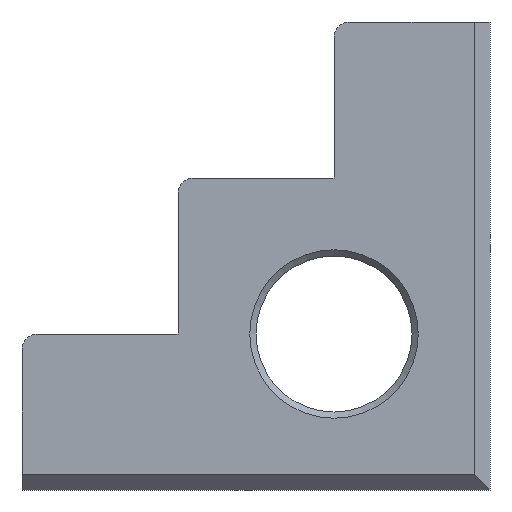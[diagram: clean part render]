
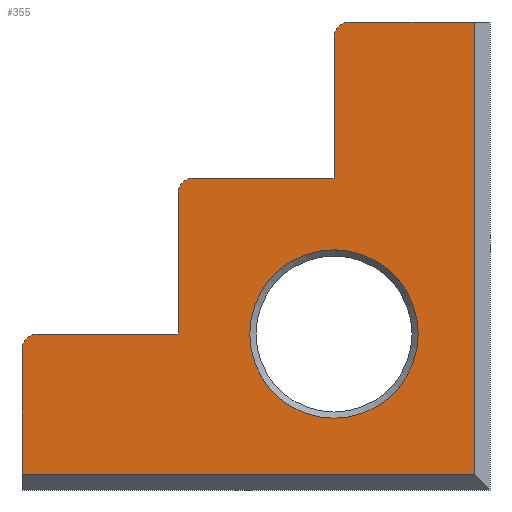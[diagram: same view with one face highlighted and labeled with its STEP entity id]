
A CAD part, front view. The second image highlights one B-rep face of the part: STEP entity #355.
In plain terms, the highlighted planar face has unit normal (0, -1, 0).
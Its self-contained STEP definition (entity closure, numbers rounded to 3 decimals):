
#16=FACE_BOUND('',#61,.T.);
#18=PLANE('',#396);
#39=FACE_OUTER_BOUND('',#60,.T.);
#60=EDGE_LOOP('',(#273,#274,#275,#276,#277,#278,#279,#280,#281,#282,#283));
#61=EDGE_LOOP('',(#284));
#88=LINE('',#558,#128);
#89=LINE('',#560,#129);
#90=LINE('',#562,#130);
#91=LINE('',#566,#131);
#92=LINE('',#568,#132);
#93=LINE('',#572,#133);
#94=LINE('',#574,#134);
#95=LINE('',#577,#135);
#128=VECTOR('',#452,10.);
#129=VECTOR('',#453,10.);
#130=VECTOR('',#454,10.);
#131=VECTOR('',#457,10.);
#132=VECTOR('',#458,10.);
#133=VECTOR('',#461,10.);
#134=VECTOR('',#462,10.);
#135=VECTOR('',#465,10.);
#163=CIRCLE('',#395,27.);
#164=CIRCLE('',#397,5.);
#165=CIRCLE('',#398,5.);
#166=CIRCLE('',#399,5.);
#181=VERTEX_POINT('',#552);
#182=VERTEX_POINT('',#556);
#183=VERTEX_POINT('',#557);
#184=VERTEX_POINT('',#559);
#185=VERTEX_POINT('',#561);
#186=VERTEX_POINT('',#563);
#187=VERTEX_POINT('',#565);
#188=VERTEX_POINT('',#567);
#189=VERTEX_POINT('',#569);
#190=VERTEX_POINT('',#571);
#191=VERTEX_POINT('',#573);
#192=VERTEX_POINT('',#575);
#216=EDGE_CURVE('',#181,#181,#163,.T.);
#217=EDGE_CURVE('',#182,#183,#88,.T.);
#218=EDGE_CURVE('',#184,#182,#89,.T.);
#219=EDGE_CURVE('',#184,#185,#90,.T.);
#220=EDGE_CURVE('',#186,#185,#164,.T.);
#221=EDGE_CURVE('',#186,#187,#91,.T.);
#222=EDGE_CURVE('',#187,#188,#92,.T.);
#223=EDGE_CURVE('',#189,#188,#165,.T.);
#224=EDGE_CURVE('',#189,#190,#93,.T.);
#225=EDGE_CURVE('',#190,#191,#94,.T.);
#226=EDGE_CURVE('',#192,#191,#166,.T.);
#227=EDGE_CURVE('',#192,#183,#95,.T.);
#273=ORIENTED_EDGE('',*,*,#217,.F.);
#274=ORIENTED_EDGE('',*,*,#218,.F.);
#275=ORIENTED_EDGE('',*,*,#219,.T.);
#276=ORIENTED_EDGE('',*,*,#220,.F.);
#277=ORIENTED_EDGE('',*,*,#221,.T.);
#278=ORIENTED_EDGE('',*,*,#222,.T.);
#279=ORIENTED_EDGE('',*,*,#223,.F.);
#280=ORIENTED_EDGE('',*,*,#224,.T.);
#281=ORIENTED_EDGE('',*,*,#225,.T.);
#282=ORIENTED_EDGE('',*,*,#226,.F.);
#283=ORIENTED_EDGE('',*,*,#227,.T.);
#284=ORIENTED_EDGE('',*,*,#216,.F.);
#355=ADVANCED_FACE('',(#39,#16),#18,.F.);
#395=AXIS2_PLACEMENT_3D('',#554,#448,#449);
#396=AXIS2_PLACEMENT_3D('',#555,#450,#451);
#397=AXIS2_PLACEMENT_3D('',#564,#455,#456);
#398=AXIS2_PLACEMENT_3D('',#570,#459,#460);
#399=AXIS2_PLACEMENT_3D('',#576,#463,#464);
#448=DIRECTION('center_axis',(0.,-1.,0.));
#449=DIRECTION('ref_axis',(1.,0.,0.));
#450=DIRECTION('center_axis',(0.,1.,0.));
#451=DIRECTION('ref_axis',(1.,0.,0.));
#452=DIRECTION('',(-1.,0.,0.));
#453=DIRECTION('',(0.,0.,-1.));
#454=DIRECTION('',(-1.,0.,0.));
#455=DIRECTION('center_axis',(0.,1.,0.));
#456=DIRECTION('ref_axis',(-0.707,0.,0.707));
#457=DIRECTION('',(0.,0.,-1.));
#458=DIRECTION('',(-1.,0.,0.));
#459=DIRECTION('center_axis',(0.,1.,0.));
#460=DIRECTION('ref_axis',(-0.707,0.,0.707));
#461=DIRECTION('',(0.,0.,-1.));
#462=DIRECTION('',(-1.,0.,0.));
#463=DIRECTION('center_axis',(0.,1.,0.));
#464=DIRECTION('ref_axis',(-0.707,0.,0.707));
#465=DIRECTION('',(0.,0.,-1.));
#552=CARTESIAN_POINT('',(73.,0.,50.));
#554=CARTESIAN_POINT('Origin',(100.,0.,50.));
#555=CARTESIAN_POINT('Origin',(75.,0.,75.));
#556=CARTESIAN_POINT('',(145.,0.,5.));
#557=CARTESIAN_POINT('',(0.,0.,5.));
#558=CARTESIAN_POINT('',(112.5,0.,5.));
#559=CARTESIAN_POINT('',(145.,0.,150.));
#560=CARTESIAN_POINT('',(145.,0.,112.5));
#561=CARTESIAN_POINT('',(105.,0.,150.));
#562=CARTESIAN_POINT('',(150.,0.,150.));
#563=CARTESIAN_POINT('',(100.,0.,145.));
#564=CARTESIAN_POINT('Origin',(105.,0.,145.));
#565=CARTESIAN_POINT('',(100.,0.,100.));
#566=CARTESIAN_POINT('',(100.,0.,150.));
#567=CARTESIAN_POINT('',(55.,0.,100.));
#568=CARTESIAN_POINT('',(100.,0.,100.));
#569=CARTESIAN_POINT('',(50.,0.,95.));
#570=CARTESIAN_POINT('Origin',(55.,0.,95.));
#571=CARTESIAN_POINT('',(50.,0.,50.));
#572=CARTESIAN_POINT('',(50.,0.,100.));
#573=CARTESIAN_POINT('',(5.,0.,50.));
#574=CARTESIAN_POINT('',(50.,0.,50.));
#575=CARTESIAN_POINT('',(0.,0.,45.));
#576=CARTESIAN_POINT('Origin',(5.,0.,45.));
#577=CARTESIAN_POINT('',(0.,0.,50.));
